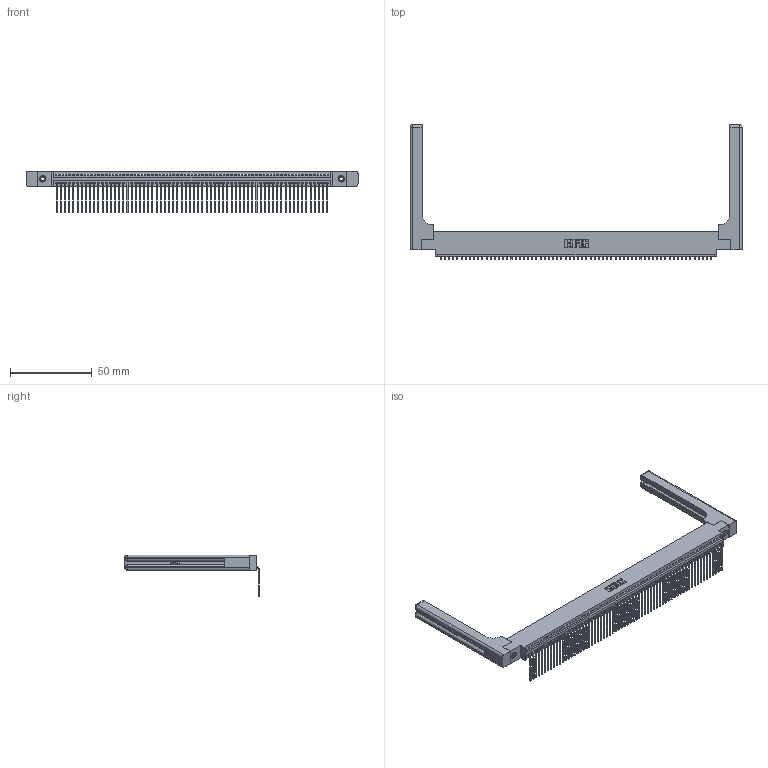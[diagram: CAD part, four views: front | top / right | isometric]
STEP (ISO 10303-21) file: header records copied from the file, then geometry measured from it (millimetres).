
FILE_DESCRIPTION (( 'STEP AP203' ), '1' );
FILE_NAME ('395-066-559-658.STEP', '2019-10-25T10:22:33', ( '' ), ( '' ), 'SwSTEP 2.0', 'SolidWorks 2016', '' );
FILE_SCHEMA (( 'CONFIG_CONTROL_DESIGN' ));
Length unit declared in the file: inch
Products named in the file (5): 345 Part_0.170 Offset - 0.156 Dia-TH; 345-220-058_345-220-058; 395-066-559-658; 345-250-001_345-250-001-102; 345-292-001_558 559 Tail - 1
Assembly tree (71 placements, depth 2):
  395-066-559-658
    345 Part_0.170 Offset - 0.156 Dia-TH
    345-292-001_558 559 Tail - 1  x66
    345-250-001_345-250-001-102  x2
    345-220-058_345-220-058  x2
Bounding box: 202.67 x 82.03 x 25.53 mm (x, y, z)
Volume: 28057.6 mm3; surface area: 33034.1 mm2
Topology: 71 solids, 71 shells, 4346 faces, 13031 edges, 8578 vertices
Faces by surface type: plane 3004, cylinder 1282, bspline 36, cone 12, sphere 8, torus 4
Entity records: 51840 total; most frequent: CARTESIAN_POINT 9951, ORIENTED_EDGE 8748, DIRECTION 7602, EDGE_CURVE 4374, VECTOR 3886, LINE 3886, VERTEX_POINT 2906, AXIS2_PLACEMENT_3D 1858
